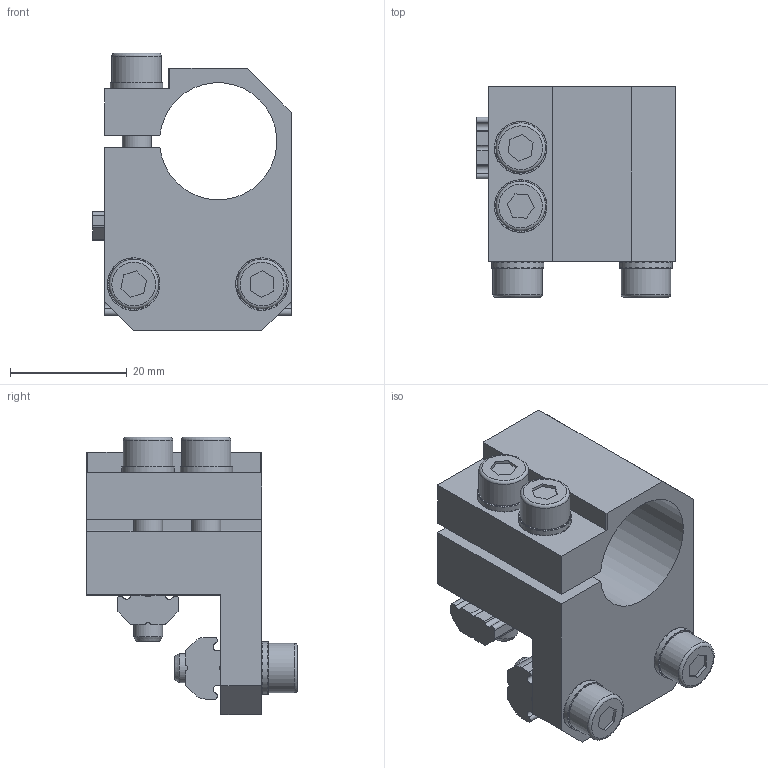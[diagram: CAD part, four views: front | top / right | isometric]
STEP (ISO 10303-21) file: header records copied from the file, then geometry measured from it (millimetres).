
FILE_DESCRIPTION(('STEP AP214'),'1');
FILE_NAME('CA.KSW.20.X.stp','2018-02-22T13:41:04',(' '),(' '),'Spatial InterOp 3D',' ',' ');
FILE_SCHEMA(('AUTOMOTIVE_DESIGN { 1 0 10303 214 1 1 1 1 }'));
Length unit declared in the file: millimetre
Products named in the file (9): R.5.SCH; CA.GWP.5U; GWP.5U; CA.GWP.5.22; V.TCE5x16; V.TCE5x30; V.TCE5x18; KSW.20.X
Assembly tree (12 placements, depth 3):
  (unnamed)
    R.5.SCH  x4
    CA.GWP.5U
      GWP.5U
    CA.GWP.5.22
    V.TCE5x16  x2
    V.TCE5x30
    V.TCE5x18
    KSW.20.X
Bounding box: 34 x 36.1 x 47.6 mm (x, y, z)
Volume: 19657.5 mm3; surface area: 13044 mm2
Topology: 7 solids, 11 shells, 917 faces, 2685 edges, 1780 vertices
Faces by surface type: plane 853, cylinder 51, torus 8, cone 5
Full cylindrical faces by diameter (mm): 4.134 x2, 4.2 x3, 5 x4, 5.2 x5, 5.3 x4, 8.5 x4, 9 x4
Entity records: 13182 total; most frequent: CARTESIAN_POINT 1962, DIRECTION 1800, ORIENTED_EDGE 1748, EDGE_CURVE 874, AXIS2_PLACEMENT_3D 607, VERTEX_POINT 595, LINE 586, VECTOR 586
